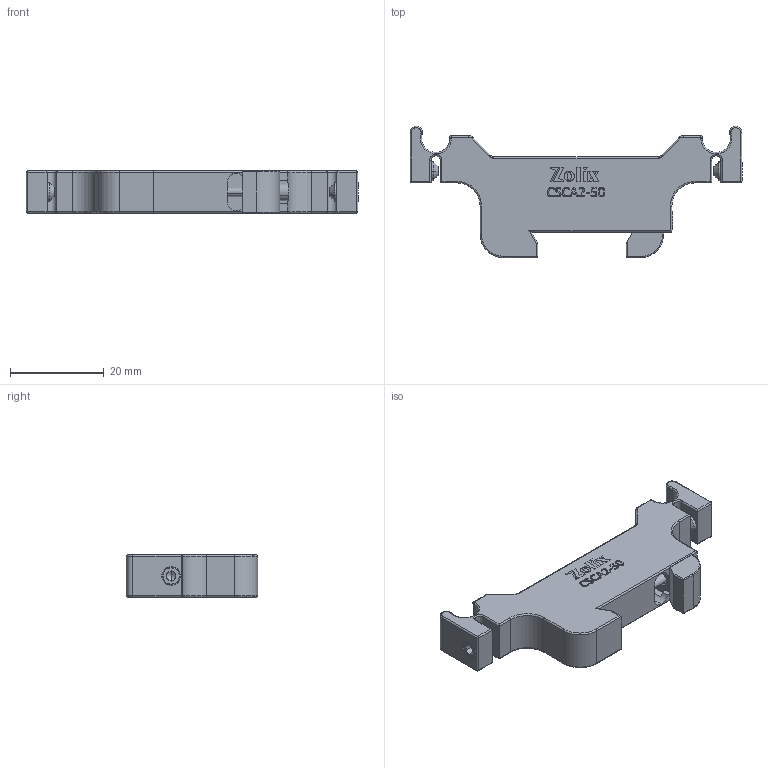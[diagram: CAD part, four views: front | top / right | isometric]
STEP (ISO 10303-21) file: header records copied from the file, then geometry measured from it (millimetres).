
FILE_DESCRIPTION (( 'STEP AP203' ), '1' );
FILE_NAME ('CSCA2-50.STEP', '2025-08-07T05:33:44', ( '' ), ( '' ), 'SwSTEP 2.0', 'SolidWorks 2020', '' );
FILE_SCHEMA (( 'CONFIG_CONTROL_DESIGN' ));
Length unit declared in the file: millimetre
Products named in the file (1): CSCA2-50
Bounding box: 71 x 28.1 x 9 mm (x, y, z)
Volume: 9055.8 mm3; surface area: 5036.2 mm2
Topology: 5 solids, 5 shells, 562 faces, 1435 edges, 880 vertices
Faces by surface type: plane 292, bspline 124, cylinder 114, cone 28, torus 4
Entity records: 21048 total; most frequent: CARTESIAN_POINT 8298, ORIENTED_EDGE 2814, DIRECTION 2311, EDGE_CURVE 1407, LINE 965, VECTOR 965, VERTEX_POINT 880, AXIS2_PLACEMENT_3D 673
